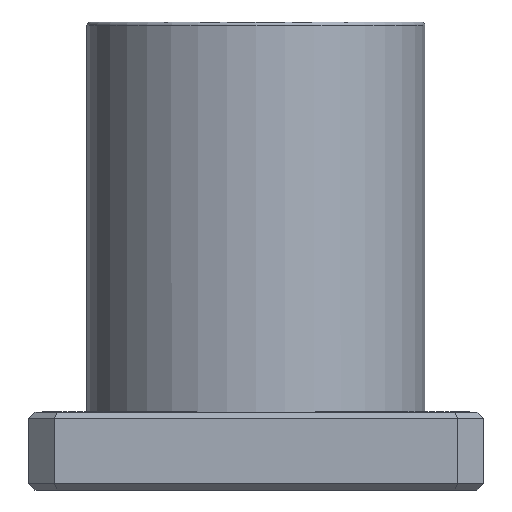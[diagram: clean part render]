
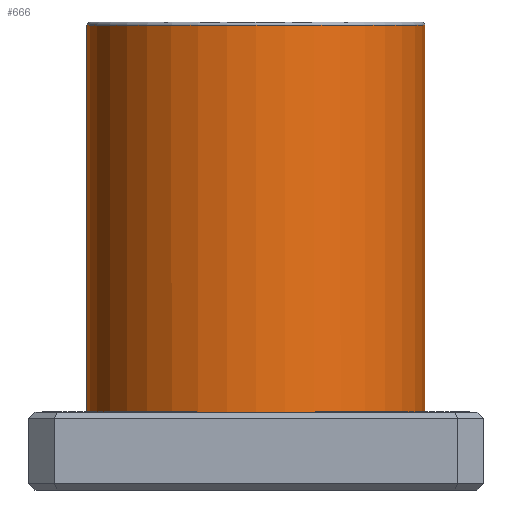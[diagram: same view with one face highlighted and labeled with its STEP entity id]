
A CAD part, front view. The second image highlights one B-rep face of the part: STEP entity #666.
In plain terms, the highlighted cylindrical face has radius 13 mm (diameter 26 mm), a full revolution.
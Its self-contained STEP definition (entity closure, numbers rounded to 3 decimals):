
#15=CYLINDRICAL_SURFACE('',#741,13.);
#41=CIRCLE('',#717,13.);
#51=CIRCLE('',#738,13.);
#87=FACE_OUTER_BOUND('',#139,.T.);
#139=EDGE_LOOP('',(#549,#550,#551,#552));
#216=LINE('',#1101,#282);
#282=VECTOR('',#900,13.);
#315=VERTEX_POINT('',#1032);
#336=VERTEX_POINT('',#1095);
#380=EDGE_CURVE('',#315,#315,#41,.T.);
#411=EDGE_CURVE('',#336,#336,#51,.T.);
#414=EDGE_CURVE('',#336,#315,#216,.T.);
#549=ORIENTED_EDGE('',*,*,#411,.F.);
#550=ORIENTED_EDGE('',*,*,#414,.T.);
#551=ORIENTED_EDGE('',*,*,#380,.F.);
#552=ORIENTED_EDGE('',*,*,#414,.F.);
#666=ADVANCED_FACE('',(#87),#15,.T.);
#717=AXIS2_PLACEMENT_3D('',#1033,#829,#830);
#738=AXIS2_PLACEMENT_3D('',#1096,#892,#893);
#741=AXIS2_PLACEMENT_3D('',#1100,#898,#899);
#829=DIRECTION('center_axis',(0.,0.,-1.));
#830=DIRECTION('ref_axis',(-1.,0.,0.));
#892=DIRECTION('center_axis',(0.,0.,1.));
#893=DIRECTION('ref_axis',(-1.,0.,0.));
#898=DIRECTION('center_axis',(0.,0.,1.));
#899=DIRECTION('ref_axis',(-1.,0.,0.));
#900=DIRECTION('',(0.,0.,-1.));
#1032=CARTESIAN_POINT('',(13.,0.,6.));
#1033=CARTESIAN_POINT('Origin',(0.,0.,6.));
#1095=CARTESIAN_POINT('',(13.,0.,35.75));
#1096=CARTESIAN_POINT('Origin',(0.,0.,35.75));
#1100=CARTESIAN_POINT('Origin',(0.,0.,6.));
#1101=CARTESIAN_POINT('',(13.,0.,6.));
